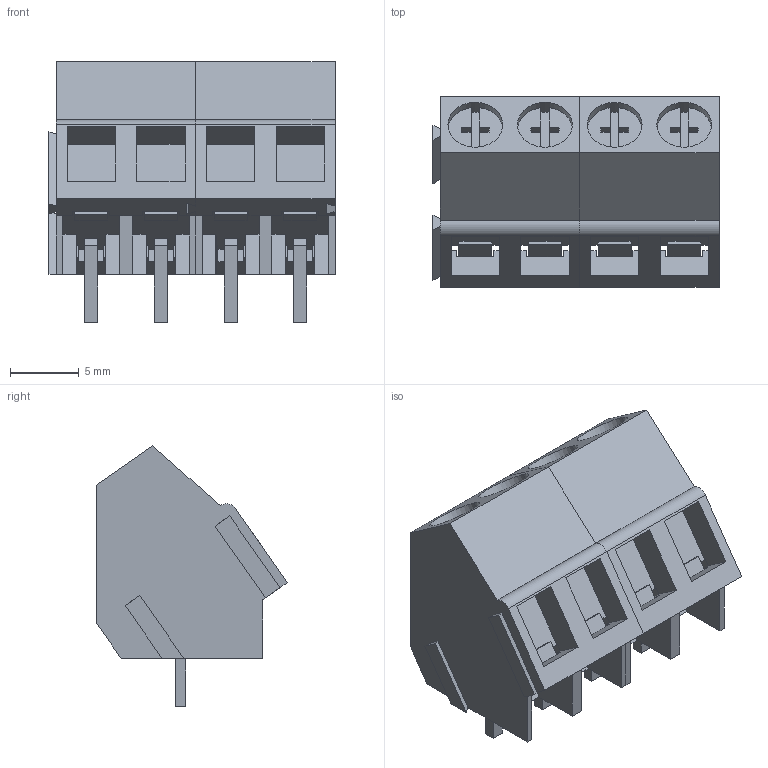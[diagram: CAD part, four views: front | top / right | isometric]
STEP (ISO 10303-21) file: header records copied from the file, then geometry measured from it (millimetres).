
FILE_DESCRIPTION(('CATIA V5 STEP Exchange','CAx-IF Rec.Pracs.--- Model Styling and Organization---1.2---2011-12-15'),'2;1');
FILE_NAME ('D1465153_0_9994550000_9994550000.stp','2018-03-31T07:02:22+00:00',('none'),('Weidmueller'),'CATIA Version 5-6 Release 2014','CATIA V5 STEP AP214','none');
FILE_SCHEMA(('AUTOMOTIVE_DESIGN { 1 0 10303 214 1 1 1 1 }'));
Length unit declared in the file: millimetre
Products named in the file (1): 9994550000
Bounding box: 20.87 x 13.9 x 19 mm (x, y, z)
Volume: 2353.8 mm3; surface area: 2895.5 mm2
Topology: 10 solids, 10 shells, 342 faces, 954 edges, 636 vertices
Faces by surface type: plane 316, cylinder 26
Entity records: 10639 total; most frequent: ORIENTED_EDGE 1908, CARTESIAN_POINT 1864, DIRECTION 1482, EDGE_CURVE 954, VECTOR 886, LINE 886, VERTEX_POINT 636, EDGE_LOOP 354
